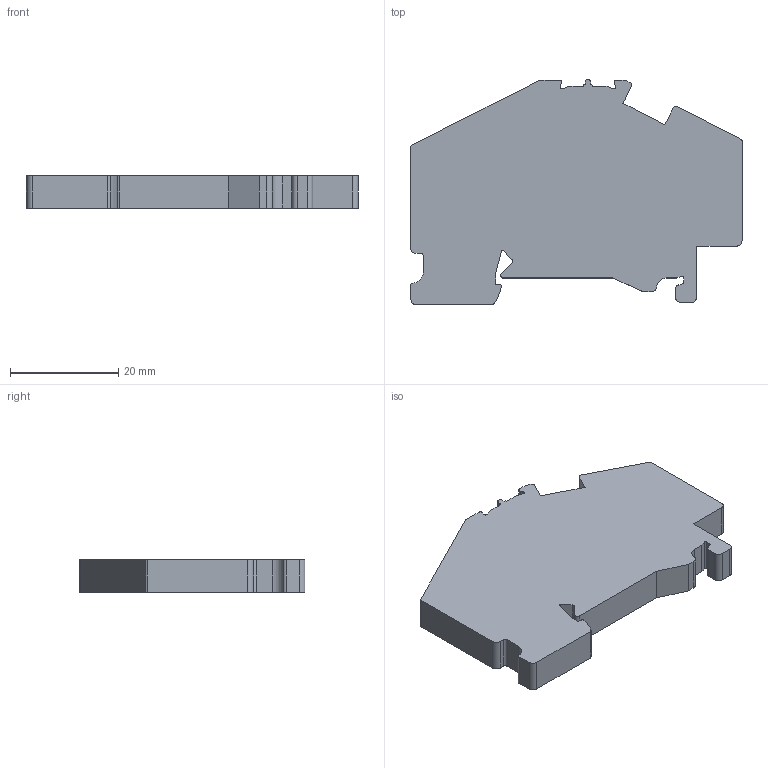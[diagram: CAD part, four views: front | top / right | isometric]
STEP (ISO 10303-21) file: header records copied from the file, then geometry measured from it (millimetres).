
FILE_DESCRIPTION(/* description */ (''),/* implementation_level */ '2;1');
FILE_NAME(/* name */ '204961.stp',/* time_stamp */ '2017-11-21T10:40:23+08:00',/* author */ (''),/* organization */ (''),/* preprocessor_version */ 'ST-DEVELOPER v14',/* originating_system */ 'SIEMENS PLM Software NX 8.0',/* authorisation */ '');
FILE_SCHEMA (('CONFIG_CONTROL_DESIGN'));
Length unit declared in the file: millimetre
Products named in the file (1): SP1161T1004
Bounding box: 61.29 x 41.66 x 6 mm (x, y, z)
Volume: 11724.4 mm3; surface area: 5367.6 mm2
Topology: 1 solids, 1 shells, 1021 faces, 2873 edges, 1917 vertices
Faces by surface type: plane 684, cylinder 333, extrusion 4
Entity records: 33164 total; most frequent: CARTESIAN_POINT 6015, ORIENTED_EDGE 5746, DIRECTION 5561, EDGE_CURVE 2873, VECTOR 2193, LINE 2189, VERTEX_POINT 1917, AXIS2_PLACEMENT_3D 1684
